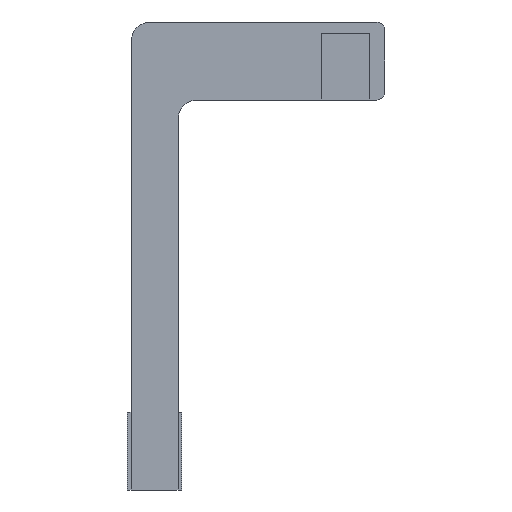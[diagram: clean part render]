
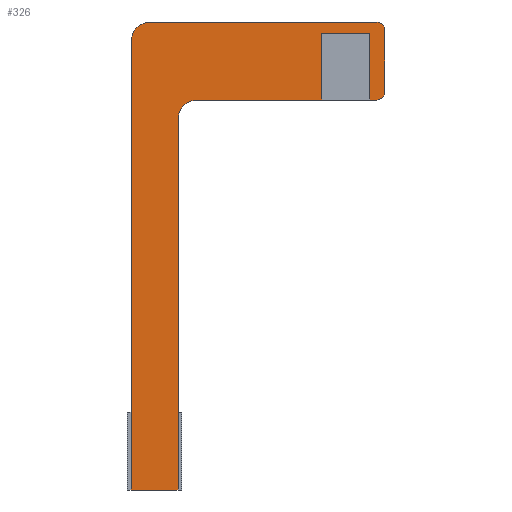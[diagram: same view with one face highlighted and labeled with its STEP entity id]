
A CAD part, front view. The second image highlights one B-rep face of the part: STEP entity #326.
In plain terms, the highlighted planar face has unit normal (0, -1, 0).
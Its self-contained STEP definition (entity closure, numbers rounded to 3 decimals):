
#32 = VERTEX_POINT('',#33);
#33 = CARTESIAN_POINT('',(63.,0.,100.));
#39 = EDGE_CURVE('',#40,#32,#42,.T.);
#40 = VERTEX_POINT('',#41);
#41 = CARTESIAN_POINT('',(61.2,0.,100.));
#42 = LINE('',#43,#44);
#43 = CARTESIAN_POINT('',(12.,0.,100.));
#44 = VECTOR('',#45,1.);
#45 = DIRECTION('',(1.,0.,0.));
#144 = VERTEX_POINT('',#145);
#145 = CARTESIAN_POINT('',(48.8,0.,100.));
#151 = EDGE_CURVE('',#152,#144,#154,.T.);
#152 = VERTEX_POINT('',#153);
#153 = CARTESIAN_POINT('',(17.,0.,100.));
#154 = LINE('',#155,#156);
#155 = CARTESIAN_POINT('',(12.,0.,100.));
#156 = VECTOR('',#157,1.);
#157 = DIRECTION('',(1.,0.,0.));
#281 = EDGE_CURVE('',#282,#32,#284,.T.);
#282 = VERTEX_POINT('',#283);
#283 = CARTESIAN_POINT('',(65.,0.,102.));
#284 = CIRCLE('',#285,2.);
#285 = AXIS2_PLACEMENT_3D('',#286,#287,#288);
#286 = CARTESIAN_POINT('',(63.,0.,102.));
#287 = DIRECTION('',(0.,1.,0.));
#288 = DIRECTION('',(0.,0.,1.));
#326 = ADVANCED_FACE('',(#327),#419,.T.);
#327 = FACE_BOUND('',#328,.T.);
#328 = EDGE_LOOP('',(#329,#339,#348,#356,#364,#372,#379,#380,#388,#396,
    #402,#403,#404,#412));
#329 = ORIENTED_EDGE('',*,*,#330,.T.);
#330 = EDGE_CURVE('',#331,#333,#335,.T.);
#331 = VERTEX_POINT('',#332);
#332 = CARTESIAN_POINT('',(63.,0.,120.));
#333 = VERTEX_POINT('',#334);
#334 = CARTESIAN_POINT('',(5.,0.,120.));
#335 = LINE('',#336,#337);
#336 = CARTESIAN_POINT('',(65.,0.,120.));
#337 = VECTOR('',#338,1.);
#338 = DIRECTION('',(-1.,0.,0.));
#339 = ORIENTED_EDGE('',*,*,#340,.F.);
#340 = EDGE_CURVE('',#341,#333,#343,.T.);
#341 = VERTEX_POINT('',#342);
#342 = CARTESIAN_POINT('',(0.,0.,115.));
#343 = CIRCLE('',#344,5.);
#344 = AXIS2_PLACEMENT_3D('',#345,#346,#347);
#345 = CARTESIAN_POINT('',(5.,0.,115.));
#346 = DIRECTION('',(0.,1.,0.));
#347 = DIRECTION('',(0.,0.,1.));
#348 = ORIENTED_EDGE('',*,*,#349,.F.);
#349 = EDGE_CURVE('',#350,#341,#352,.T.);
#350 = VERTEX_POINT('',#351);
#351 = CARTESIAN_POINT('',(0.,0.,0.));
#352 = LINE('',#353,#354);
#353 = CARTESIAN_POINT('',(0.,0.,0.));
#354 = VECTOR('',#355,1.);
#355 = DIRECTION('',(0.,0.,1.));
#356 = ORIENTED_EDGE('',*,*,#357,.F.);
#357 = EDGE_CURVE('',#358,#350,#360,.T.);
#358 = VERTEX_POINT('',#359);
#359 = CARTESIAN_POINT('',(12.,0.,0.));
#360 = LINE('',#361,#362);
#361 = CARTESIAN_POINT('',(12.,0.,0.));
#362 = VECTOR('',#363,1.);
#363 = DIRECTION('',(-1.,0.,0.));
#364 = ORIENTED_EDGE('',*,*,#365,.T.);
#365 = EDGE_CURVE('',#358,#366,#368,.T.);
#366 = VERTEX_POINT('',#367);
#367 = CARTESIAN_POINT('',(12.,0.,95.));
#368 = LINE('',#369,#370);
#369 = CARTESIAN_POINT('',(12.,0.,0.));
#370 = VECTOR('',#371,1.);
#371 = DIRECTION('',(0.,0.,1.));
#372 = ORIENTED_EDGE('',*,*,#373,.T.);
#373 = EDGE_CURVE('',#366,#152,#374,.T.);
#374 = CIRCLE('',#375,5.);
#375 = AXIS2_PLACEMENT_3D('',#376,#377,#378);
#376 = CARTESIAN_POINT('',(17.,0.,95.));
#377 = DIRECTION('',(0.,1.,0.));
#378 = DIRECTION('',(0.,0.,1.));
#379 = ORIENTED_EDGE('',*,*,#151,.T.);
#380 = ORIENTED_EDGE('',*,*,#381,.F.);
#381 = EDGE_CURVE('',#382,#144,#384,.T.);
#382 = VERTEX_POINT('',#383);
#383 = CARTESIAN_POINT('',(48.8,0.,117.));
#384 = LINE('',#385,#386);
#385 = CARTESIAN_POINT('',(48.8,0.,117.));
#386 = VECTOR('',#387,1.);
#387 = DIRECTION('',(0.,0.,-1.));
#388 = ORIENTED_EDGE('',*,*,#389,.T.);
#389 = EDGE_CURVE('',#382,#390,#392,.T.);
#390 = VERTEX_POINT('',#391);
#391 = CARTESIAN_POINT('',(61.2,0.,117.));
#392 = LINE('',#393,#394);
#393 = CARTESIAN_POINT('',(48.8,0.,117.));
#394 = VECTOR('',#395,1.);
#395 = DIRECTION('',(1.,0.,0.));
#396 = ORIENTED_EDGE('',*,*,#397,.T.);
#397 = EDGE_CURVE('',#390,#40,#398,.T.);
#398 = LINE('',#399,#400);
#399 = CARTESIAN_POINT('',(61.2,0.,117.));
#400 = VECTOR('',#401,1.);
#401 = DIRECTION('',(0.,0.,-1.));
#402 = ORIENTED_EDGE('',*,*,#39,.T.);
#403 = ORIENTED_EDGE('',*,*,#281,.F.);
#404 = ORIENTED_EDGE('',*,*,#405,.T.);
#405 = EDGE_CURVE('',#282,#406,#408,.T.);
#406 = VERTEX_POINT('',#407);
#407 = CARTESIAN_POINT('',(65.,0.,118.));
#408 = LINE('',#409,#410);
#409 = CARTESIAN_POINT('',(65.,0.,100.));
#410 = VECTOR('',#411,1.);
#411 = DIRECTION('',(0.,0.,1.));
#412 = ORIENTED_EDGE('',*,*,#413,.F.);
#413 = EDGE_CURVE('',#331,#406,#414,.T.);
#414 = CIRCLE('',#415,2.);
#415 = AXIS2_PLACEMENT_3D('',#416,#417,#418);
#416 = CARTESIAN_POINT('',(63.,0.,118.));
#417 = DIRECTION('',(0.,1.,0.));
#418 = DIRECTION('',(0.,0.,1.));
#419 = PLANE('',#420);
#420 = AXIS2_PLACEMENT_3D('',#421,#422,#423);
#421 = CARTESIAN_POINT('',(18.176,0.,74.324));
#422 = DIRECTION('',(0.,-1.,0.));
#423 = DIRECTION('',(0.,0.,-1.));
